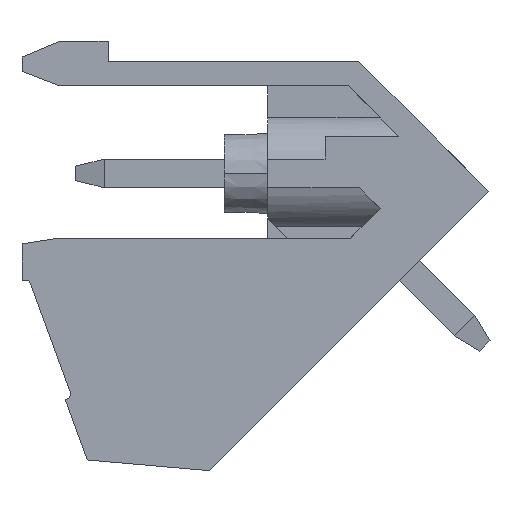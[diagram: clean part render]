
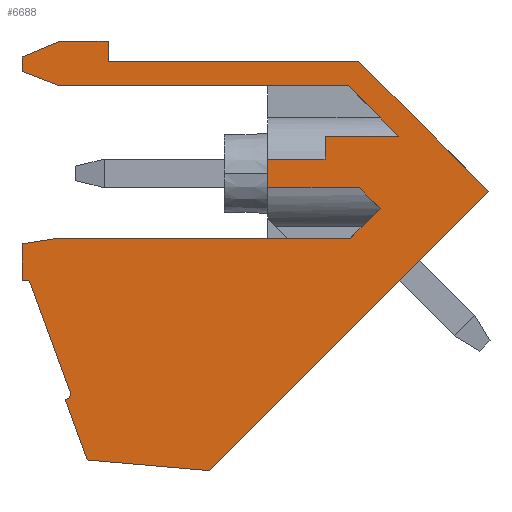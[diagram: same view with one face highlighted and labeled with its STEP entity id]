
A CAD part, left-side view. The second image highlights one B-rep face of the part: STEP entity #6688.
In plain terms, the highlighted planar face has unit normal (-1, 0, 0).
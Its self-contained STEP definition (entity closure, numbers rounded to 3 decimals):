
#121=DIRECTION('',(0.,-0.707,-0.707));
#122=VECTOR('',#121,6.4);
#123=CARTESIAN_POINT('',(-30.,0.,0.));
#124=LINE('',#123,#122);
#133=DIRECTION('',(0.,-1.,0.));
#134=VECTOR('',#133,8.725);
#135=CARTESIAN_POINT('',(-30.,8.725,0.));
#136=LINE('',#135,#134);
#141=DIRECTION('',(0.,0.707,-0.707));
#142=VECTOR('',#141,13.753);
#143=CARTESIAN_POINT('',(-30.,-4.525,-4.525));
#144=LINE('',#143,#142);
#577=DIRECTION('',(0.,0.996,0.087));
#578=VECTOR('',#577,4.274);
#579=CARTESIAN_POINT('',(-30.,5.199,-14.25));
#580=LINE('',#579,#578);
#609=DIRECTION('',(0.,0.342,0.94));
#610=VECTOR('',#609,2.23);
#611=CARTESIAN_POINT('',(-30.,9.457,-13.877));
#612=LINE('',#611,#610);
#621=DIRECTION('',(0.,-0.94,0.342));
#622=VECTOR('',#621,0.05);
#623=CARTESIAN_POINT('',(-30.,10.22,-11.782));
#624=LINE('',#623,#622);
#638=CARTESIAN_POINT('',(-30.,10.241,-11.577));
#639=DIRECTION('',(1.,0.,0.));
#640=DIRECTION('',(0.,-0.94,0.342));
#641=AXIS2_PLACEMENT_3D('',#638,#639,#640);
#651=DIRECTION('',(0.,0.342,0.94));
#652=VECTOR('',#651,4.);
#653=CARTESIAN_POINT('',(-30.,10.053,-11.509));
#654=LINE('',#653,#652);
#664=CARTESIAN_POINT('',(-30.,11.609,-7.819));
#665=DIRECTION('',(1.,0.,0.));
#666=DIRECTION('',(0.,0.,1.));
#667=AXIS2_PLACEMENT_3D('',#664,#665,#666);
#677=DIRECTION('',(0.,1.,0.));
#678=VECTOR('',#677,0.115);
#679=CARTESIAN_POINT('',(-30.,11.609,-7.619));
#680=LINE('',#679,#678);
#681=DIRECTION('',(0.,0.,1.));
#682=VECTOR('',#681,0.505);
#683=CARTESIAN_POINT('',(-30.,11.725,-0.35));
#684=LINE('',#683,#682);
#746=DIRECTION('',(0.,0.,1.));
#747=VECTOR('',#746,1.269);
#748=CARTESIAN_POINT('',(-30.,11.725,-7.619));
#749=LINE('',#748,#747);
#762=DIRECTION('',(0.,-0.933,-0.359));
#763=VECTOR('',#762,1.393);
#764=CARTESIAN_POINT('',(-30.,11.725,-0.35));
#765=LINE('',#764,#763);
#810=DIRECTION('',(0.,1.,0.));
#811=VECTOR('',#810,10.072);
#812=CARTESIAN_POINT('',(-30.,0.352,-0.85));
#813=LINE('',#812,#811);
#874=DIRECTION('',(0.,-1.,0.));
#875=VECTOR('',#874,1.7);
#876=CARTESIAN_POINT('',(-30.,10.425,0.7));
#877=LINE('',#876,#875);
#926=DIRECTION('',(0.,0.,-1.));
#927=VECTOR('',#926,0.7);
#928=CARTESIAN_POINT('',(-30.,8.725,0.7));
#929=LINE('',#928,#927);
#934=DIRECTION('',(0.,-0.922,0.387));
#935=VECTOR('',#934,1.41);
#936=CARTESIAN_POINT('',(-30.,11.725,0.155));
#937=LINE('',#936,#935);
#1118=DIRECTION('',(0.,0.707,0.707));
#1119=VECTOR('',#1118,2.475);
#1120=CARTESIAN_POINT('',(-30.,-1.398,-2.6));
#1121=LINE('',#1120,#1119);
#1126=DIRECTION('',(0.,-1.,0.));
#1127=VECTOR('',#1126,2.572);
#1128=CARTESIAN_POINT('',(-30.,1.175,-2.6));
#1129=LINE('',#1128,#1127);
#1134=DIRECTION('',(0.,0.,1.));
#1135=VECTOR('',#1134,0.8);
#1136=CARTESIAN_POINT('',(-30.,1.175,-3.4));
#1137=LINE('',#1136,#1135);
#1147=DIRECTION('',(0.,-1.,0.));
#1148=VECTOR('',#1147,2.);
#1149=CARTESIAN_POINT('',(-30.,3.175,-3.4));
#1150=LINE('',#1149,#1148);
#1315=DIRECTION('',(0.,0.,-1.));
#1316=VECTOR('',#1315,1.);
#1317=CARTESIAN_POINT('',(-30.,3.175,-3.4));
#1318=LINE('',#1317,#1316);
#4187=DIRECTION('',(0.,1.,0.));
#4188=VECTOR('',#4187,3.2);
#4189=CARTESIAN_POINT('',(-30.,-0.025,-4.4));
#4190=LINE('',#4189,#4188);
#4195=DIRECTION('',(0.,0.707,0.707));
#4196=VECTOR('',#4195,1.025);
#4197=CARTESIAN_POINT('',(-30.,-0.75,-5.125));
#4198=LINE('',#4197,#4196);
#4203=DIRECTION('',(0.,-0.707,0.707));
#4204=VECTOR('',#4203,1.45);
#4205=CARTESIAN_POINT('',(-30.,0.275,-6.15));
#4206=LINE('',#4205,#4204);
#4213=DIRECTION('',(0.,1.,0.));
#4214=VECTOR('',#4213,10.15);
#4215=CARTESIAN_POINT('',(-30.,0.275,-6.15));
#4216=LINE('',#4215,#4214);
#4225=DIRECTION('',(0.,-0.988,0.152));
#4226=VECTOR('',#4225,1.315);
#4227=CARTESIAN_POINT('',(-30.,11.725,-6.35));
#4228=LINE('',#4227,#4226);
#6390=CARTESIAN_POINT('',(-30.,0.,0.));
#6391=CARTESIAN_POINT('',(-30.,-4.525,-4.525));
#6392=VERTEX_POINT('',#6390);
#6393=VERTEX_POINT('',#6391);
#6394=CARTESIAN_POINT('',(-30.,5.199,-14.25));
#6395=CARTESIAN_POINT('',(-30.,9.457,-13.877));
#6396=VERTEX_POINT('',#6394);
#6397=VERTEX_POINT('',#6395);
#6398=CARTESIAN_POINT('',(-30.,3.175,-3.4));
#6399=CARTESIAN_POINT('',(-30.,3.175,-4.4));
#6400=VERTEX_POINT('',#6398);
#6401=VERTEX_POINT('',#6399);
#6402=CARTESIAN_POINT('',(-30.,11.725,-7.619));
#6403=CARTESIAN_POINT('',(-30.,11.725,-6.35));
#6404=VERTEX_POINT('',#6402);
#6405=VERTEX_POINT('',#6403);
#6406=CARTESIAN_POINT('',(-30.,11.725,-0.35));
#6407=CARTESIAN_POINT('',(-30.,11.725,0.155));
#6408=VERTEX_POINT('',#6406);
#6409=VERTEX_POINT('',#6407);
#6410=CARTESIAN_POINT('',(-30.,10.425,0.7));
#6411=VERTEX_POINT('',#6410);
#6412=CARTESIAN_POINT('',(-30.,0.352,-0.85));
#6413=CARTESIAN_POINT('',(-30.,10.425,-0.85));
#6414=VERTEX_POINT('',#6412);
#6415=VERTEX_POINT('',#6413);
#6416=CARTESIAN_POINT('',(-30.,8.725,0.7));
#6417=VERTEX_POINT('',#6416);
#6418=CARTESIAN_POINT('',(-30.,8.725,0.));
#6419=VERTEX_POINT('',#6418);
#6420=CARTESIAN_POINT('',(-30.,10.22,-11.782));
#6421=VERTEX_POINT('',#6420);
#6422=CARTESIAN_POINT('',(-30.,10.173,-11.765));
#6423=VERTEX_POINT('',#6422);
#6424=CARTESIAN_POINT('',(-30.,10.053,-11.509));
#6425=VERTEX_POINT('',#6424);
#6426=CARTESIAN_POINT('',(-30.,11.421,-7.75));
#6427=VERTEX_POINT('',#6426);
#6428=CARTESIAN_POINT('',(-30.,11.609,-7.619));
#6429=VERTEX_POINT('',#6428);
#6430=CARTESIAN_POINT('',(-30.,10.425,-6.15));
#6431=VERTEX_POINT('',#6430);
#6432=CARTESIAN_POINT('',(-30.,0.275,-6.15));
#6433=VERTEX_POINT('',#6432);
#6434=CARTESIAN_POINT('',(-30.,-0.75,-5.125));
#6435=VERTEX_POINT('',#6434);
#6436=CARTESIAN_POINT('',(-30.,-0.025,-4.4));
#6437=VERTEX_POINT('',#6436);
#6438=CARTESIAN_POINT('',(-30.,1.175,-3.4));
#6439=VERTEX_POINT('',#6438);
#6440=CARTESIAN_POINT('',(-30.,1.175,-2.6));
#6441=VERTEX_POINT('',#6440);
#6442=CARTESIAN_POINT('',(-30.,-1.398,-2.6));
#6443=VERTEX_POINT('',#6442);
#6629=CARTESIAN_POINT('',(-30.,0.,0.));
#6630=DIRECTION('',(-1.,0.,0.));
#6631=DIRECTION('',(0.,-1.,0.));
#6632=AXIS2_PLACEMENT_3D('',#6629,#6630,#6631);
#6633=PLANE('',#6632);
#6634=ORIENTED_EDGE('',*,*,#6547,.T.);
#6636=ORIENTED_EDGE('',*,*,#6635,.T.);
#6638=ORIENTED_EDGE('',*,*,#6637,.T.);
#6640=ORIENTED_EDGE('',*,*,#6639,.T.);
#6642=ORIENTED_EDGE('',*,*,#6641,.T.);
#6644=ORIENTED_EDGE('',*,*,#6643,.F.);
#6646=ORIENTED_EDGE('',*,*,#6645,.T.);
#6648=ORIENTED_EDGE('',*,*,#6647,.F.);
#6650=ORIENTED_EDGE('',*,*,#6649,.T.);
#6652=ORIENTED_EDGE('',*,*,#6651,.T.);
#6654=ORIENTED_EDGE('',*,*,#6653,.T.);
#6656=ORIENTED_EDGE('',*,*,#6655,.F.);
#6658=ORIENTED_EDGE('',*,*,#6657,.T.);
#6660=ORIENTED_EDGE('',*,*,#6659,.T.);
#6662=ORIENTED_EDGE('',*,*,#6661,.T.);
#6664=ORIENTED_EDGE('',*,*,#6663,.F.);
#6666=ORIENTED_EDGE('',*,*,#6665,.T.);
#6668=ORIENTED_EDGE('',*,*,#6667,.T.);
#6670=ORIENTED_EDGE('',*,*,#6669,.T.);
#6672=ORIENTED_EDGE('',*,*,#6671,.T.);
#6674=ORIENTED_EDGE('',*,*,#6673,.T.);
#6676=ORIENTED_EDGE('',*,*,#6675,.F.);
#6678=ORIENTED_EDGE('',*,*,#6677,.T.);
#6680=ORIENTED_EDGE('',*,*,#6679,.T.);
#6682=ORIENTED_EDGE('',*,*,#6681,.T.);
#6684=ORIENTED_EDGE('',*,*,#6683,.T.);
#6685=ORIENTED_EDGE('',*,*,#6622,.T.);
#6686=EDGE_LOOP('',(#6634,#6636,#6638,#6640,#6642,#6644,#6646,#6648,#6650,#6652,
#6654,#6656,#6658,#6660,#6662,#6664,#6666,#6668,#6670,#6672,#6674,#6676,#6678,
#6680,#6682,#6684,#6685));
#6687=FACE_OUTER_BOUND('',#6686,.F.);
#6688=ADVANCED_FACE('',(#6687),#6633,.T.);
#642=CIRCLE('',#641,0.2);
#668=CIRCLE('',#667,0.2);
#6547=EDGE_CURVE('',#6392,#6393,#124,.T.);
#6622=EDGE_CURVE('',#6419,#6392,#136,.T.);
#6635=EDGE_CURVE('',#6393,#6396,#144,.T.);
#6637=EDGE_CURVE('',#6396,#6397,#580,.T.);
#6639=EDGE_CURVE('',#6397,#6421,#612,.T.);
#6641=EDGE_CURVE('',#6421,#6423,#624,.T.);
#6643=EDGE_CURVE('',#6425,#6423,#642,.T.);
#6645=EDGE_CURVE('',#6425,#6427,#654,.T.);
#6647=EDGE_CURVE('',#6429,#6427,#668,.T.);
#6649=EDGE_CURVE('',#6429,#6404,#680,.T.);
#6651=EDGE_CURVE('',#6404,#6405,#749,.T.);
#6653=EDGE_CURVE('',#6405,#6431,#4228,.T.);
#6655=EDGE_CURVE('',#6433,#6431,#4216,.T.);
#6657=EDGE_CURVE('',#6433,#6435,#4206,.T.);
#6659=EDGE_CURVE('',#6435,#6437,#4198,.T.);
#6661=EDGE_CURVE('',#6437,#6401,#4190,.T.);
#6663=EDGE_CURVE('',#6400,#6401,#1318,.T.);
#6665=EDGE_CURVE('',#6400,#6439,#1150,.T.);
#6667=EDGE_CURVE('',#6439,#6441,#1137,.T.);
#6669=EDGE_CURVE('',#6441,#6443,#1129,.T.);
#6671=EDGE_CURVE('',#6443,#6414,#1121,.T.);
#6673=EDGE_CURVE('',#6414,#6415,#813,.T.);
#6675=EDGE_CURVE('',#6408,#6415,#765,.T.);
#6677=EDGE_CURVE('',#6408,#6409,#684,.T.);
#6679=EDGE_CURVE('',#6409,#6411,#937,.T.);
#6681=EDGE_CURVE('',#6411,#6417,#877,.T.);
#6683=EDGE_CURVE('',#6417,#6419,#929,.T.);
